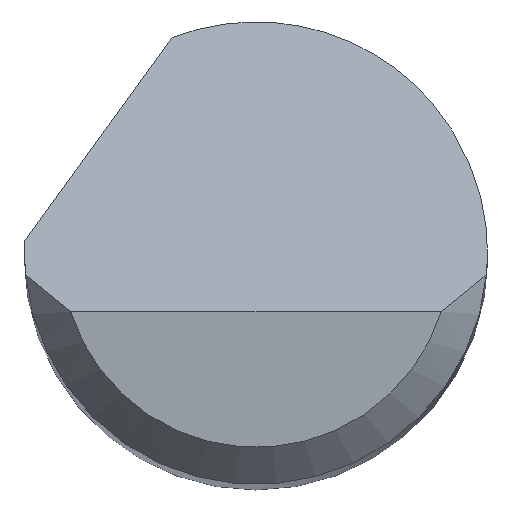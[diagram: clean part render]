
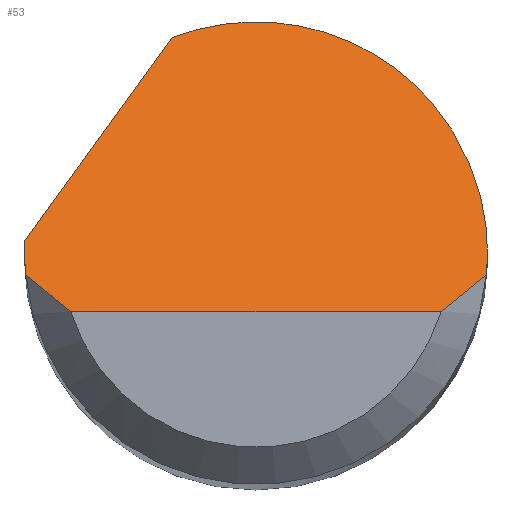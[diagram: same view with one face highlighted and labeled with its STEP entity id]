
A CAD part, top view. The second image highlights one B-rep face of the part: STEP entity #53.
In plain terms, the highlighted planar face has unit normal (0, 0.707, 0.707).
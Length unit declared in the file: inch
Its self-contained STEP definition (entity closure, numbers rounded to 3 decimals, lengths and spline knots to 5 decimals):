
#3 = VERTEX_POINT ( 'NONE', #93 ) ;
#40 = EDGE_CURVE ( 'NONE', #3, #379, #168, .T. ) ;
#42 = CARTESIAN_POINT ( 'NONE',  ( 0.09334, -0.00875, 1.485 ) ) ;
#43 = CARTESIAN_POINT ( 'NONE',  ( -0.09375, 0., 1.47625 ) ) ;
#53 = ADVANCED_FACE ( 'NONE', ( #432 ), #707, .F. ) ;
#54 = CARTESIAN_POINT ( 'NONE',  ( 0.03379, 0.11369, 1.36256 ) ) ;
#61 = ORIENTED_EDGE ( 'NONE', *, *, #385, .F. ) ;
#65 = CARTESIAN_POINT ( 'NONE',  ( -0.08157, -0.019, 1.49525 ) ) ;
#93 = CARTESIAN_POINT ( 'NONE',  ( 0.09375, 0., 1.47625 ) ) ;
#111 = CARTESIAN_POINT ( 'NONE',  ( -0.09334, -0.00875, 1.485 ) ) ;
#115 = CARTESIAN_POINT ( 'NONE',  ( 0.09375, -0.00292, 1.47917 ) ) ;
#132 = CARTESIAN_POINT ( 'NONE',  ( 0.09375, 0., 1.47625 ) ) ;
#147 = CARTESIAN_POINT ( 'NONE',  ( -0.09375, 0.00167, 1.47458 ) ) ;
#154 = AXIS2_PLACEMENT_3D ( 'NONE', #837, #241, #423 ) ;
#160 = DIRECTION ( 'NONE',  ( 0.456, 0.629, -0.629 ) ) ;
#168 =( BOUNDED_CURVE ( )  B_SPLINE_CURVE ( 3, ( #702, #115, #174, #42 ),
 .UNSPECIFIED., .F., .T. ) 
 B_SPLINE_CURVE_WITH_KNOTS ( ( 4, 4 ),
 ( 1.5708, 1.66427 ),
 .UNSPECIFIED. ) 
 CURVE ( )  GEOMETRIC_REPRESENTATION_ITEM ( )  RATIONAL_B_SPLINE_CURVE ( ( 1., 0.999, 0.999, 1. ) ) 
 REPRESENTATION_ITEM ( '' )  );
#174 = CARTESIAN_POINT ( 'NONE',  ( 0.09361, -0.00584, 1.48209 ) ) ;
#183 = CARTESIAN_POINT ( 'NONE',  ( 0.08761, -0.01397, 1.49022 ) ) ;
#202 = B_SPLINE_CURVE_WITH_KNOTS ( 'NONE', 3,
 ( #475, #737, #65, #270 ),
 .UNSPECIFIED., .F., .F.,
 ( 4, 4 ),
 ( 0., 0.00071 ),
 .UNSPECIFIED. ) ;
#211 = CARTESIAN_POINT ( 'NONE',  ( -0.09371, 0.00333, 1.47292 ) ) ;
#217 = VERTEX_POINT ( 'NONE', #790 ) ;
#233 = CARTESIAN_POINT ( 'NONE',  ( -0.09375, 0., 1.47625 ) ) ;
#241 = DIRECTION ( 'NONE',  ( 0., -0.707, -0.707 ) ) ;
#259 = CARTESIAN_POINT ( 'NONE',  ( 0.08157, -0.019, 1.49525 ) ) ;
#270 = CARTESIAN_POINT ( 'NONE',  ( -0.07508, -0.02375, 1.5 ) ) ;
#277 = EDGE_LOOP ( 'NONE', ( #607, #281, #464, #615, #788, #660, #61, #799 ) ) ;
#281 = ORIENTED_EDGE ( 'NONE', *, *, #710, .T. ) ;
#291 = LINE ( 'NONE', #363, #776 ) ;
#308 = EDGE_CURVE ( 'NONE', #688, #217, #770, .T. ) ;
#363 = CARTESIAN_POINT ( 'NONE',  ( -0.11014, -0.01781, 1.49406 ) ) ;
#379 = VERTEX_POINT ( 'NONE', #487 ) ;
#385 = EDGE_CURVE ( 'NONE', #744, #688, #430, .T. ) ;
#392 = VERTEX_POINT ( 'NONE', #625 ) ;
#400 = EDGE_CURVE ( 'NONE', #402, #532, #758, .T. ) ;
#402 = VERTEX_POINT ( 'NONE', #760 ) ;
#419 = CARTESIAN_POINT ( 'NONE',  ( -0.09361, -0.00584, 1.48209 ) ) ;
#423 = DIRECTION ( 'NONE',  ( 0., 0.707, -0.707 ) ) ;
#430 =( BOUNDED_CURVE ( )  B_SPLINE_CURVE ( 3, ( #111, #419, #628, #233 ),
 .UNSPECIFIED., .F., .T. ) 
 B_SPLINE_CURVE_WITH_KNOTS ( ( 4, 4 ),
 ( 4.61892, 4.71239 ),
 .UNSPECIFIED. ) 
 CURVE ( )  GEOMETRIC_REPRESENTATION_ITEM ( )  RATIONAL_B_SPLINE_CURVE ( ( 1., 0.999, 0.999, 1. ) ) 
 REPRESENTATION_ITEM ( '' )  );
#432 = FACE_OUTER_BOUND ( 'NONE', #277, .T. ) ;
#435 = VECTOR ( 'NONE', #490, 39.37008 ) ;
#438 = CARTESIAN_POINT ( 'NONE',  ( -0.09334, -0.00875, 1.485 ) ) ;
#447 = EDGE_CURVE ( 'NONE', #217, #392, #291, .T. ) ;
#464 = ORIENTED_EDGE ( 'NONE', *, *, #40, .F. ) ;
#474 = CARTESIAN_POINT ( 'NONE',  ( -0.09362, 0.005, 1.47125 ) ) ;
#475 = CARTESIAN_POINT ( 'NONE',  ( -0.09334, -0.00875, 1.485 ) ) ;
#487 = CARTESIAN_POINT ( 'NONE',  ( 0.09334, -0.00875, 1.485 ) ) ;
#490 = DIRECTION ( 'NONE',  ( 1., 0., 0. ) ) ;
#509 = CARTESIAN_POINT ( 'NONE',  ( 0.07508, -0.02375, 1.5 ) ) ;
#532 = VERTEX_POINT ( 'NONE', #850 ) ;
#535 = EDGE_CURVE ( 'NONE', #392, #3, #576, .T. ) ;
#575 = B_SPLINE_CURVE_WITH_KNOTS ( 'NONE', 3,
 ( #509, #259, #183, #593 ),
 .UNSPECIFIED., .F., .F.,
 ( 4, 4 ),
 ( 0., 0.00071 ),
 .UNSPECIFIED. ) ;
#576 =( BOUNDED_CURVE ( )  B_SPLINE_CURVE ( 3, ( #730, #54, #714, #132 ),
 .UNSPECIFIED., .F., .T. ) 
 B_SPLINE_CURVE_WITH_KNOTS ( ( 4, 4 ),
 ( 5.91277, 7.85398 ),
 .UNSPECIFIED. ) 
 CURVE ( )  GEOMETRIC_REPRESENTATION_ITEM ( )  RATIONAL_B_SPLINE_CURVE ( ( 1., 0.71, 0.71, 1. ) ) 
 REPRESENTATION_ITEM ( '' )  );
#593 = CARTESIAN_POINT ( 'NONE',  ( 0.09334, -0.00875, 1.485 ) ) ;
#607 = ORIENTED_EDGE ( 'NONE', *, *, #400, .T. ) ;
#615 = ORIENTED_EDGE ( 'NONE', *, *, #535, .F. ) ;
#619 = CARTESIAN_POINT ( 'NONE',  ( -0.09375, 0., 1.47625 ) ) ;
#625 = CARTESIAN_POINT ( 'NONE',  ( -0.03394, 0.08739, 1.38886 ) ) ;
#628 = CARTESIAN_POINT ( 'NONE',  ( -0.09375, -0.00292, 1.47917 ) ) ;
#660 = ORIENTED_EDGE ( 'NONE', *, *, #308, .F. ) ;
#688 = VERTEX_POINT ( 'NONE', #43 ) ;
#697 = CARTESIAN_POINT ( 'NONE',  ( 0., -0.02375, 1.5 ) ) ;
#702 = CARTESIAN_POINT ( 'NONE',  ( 0.09375, 0., 1.47625 ) ) ;
#707 = PLANE ( 'NONE',  #154 ) ;
#710 = EDGE_CURVE ( 'NONE', #532, #379, #575, .T. ) ;
#714 = CARTESIAN_POINT ( 'NONE',  ( 0.09375, 0.07266, 1.40359 ) ) ;
#730 = CARTESIAN_POINT ( 'NONE',  ( -0.03394, 0.08739, 1.38886 ) ) ;
#737 = CARTESIAN_POINT ( 'NONE',  ( -0.08761, -0.01397, 1.49022 ) ) ;
#744 = VERTEX_POINT ( 'NONE', #438 ) ;
#758 = LINE ( 'NONE', #697, #435 ) ;
#760 = CARTESIAN_POINT ( 'NONE',  ( -0.07508, -0.02375, 1.5 ) ) ;
#770 =( BOUNDED_CURVE ( )  B_SPLINE_CURVE ( 3, ( #619, #147, #211, #474 ),
 .UNSPECIFIED., .F., .T. ) 
 B_SPLINE_CURVE_WITH_KNOTS ( ( 4, 4 ),
 ( 4.71239, 4.76575 ),
 .UNSPECIFIED. ) 
 CURVE ( )  GEOMETRIC_REPRESENTATION_ITEM ( )  RATIONAL_B_SPLINE_CURVE ( ( 1., 1., 1., 1. ) ) 
 REPRESENTATION_ITEM ( '' )  );
#776 = VECTOR ( 'NONE', #160, 39.37008 ) ;
#777 = EDGE_CURVE ( 'NONE', #744, #402, #202, .T. ) ;
#788 = ORIENTED_EDGE ( 'NONE', *, *, #447, .F. ) ;
#790 = CARTESIAN_POINT ( 'NONE',  ( -0.09362, 0.005, 1.47125 ) ) ;
#799 = ORIENTED_EDGE ( 'NONE', *, *, #777, .T. ) ;
#837 = CARTESIAN_POINT ( 'NONE',  ( -0.09375, -0.02375, 1.5 ) ) ;
#850 = CARTESIAN_POINT ( 'NONE',  ( 0.07508, -0.02375, 1.5 ) ) ;
